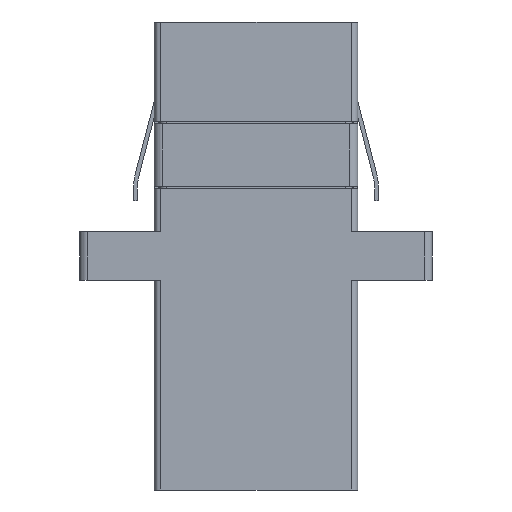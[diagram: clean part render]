
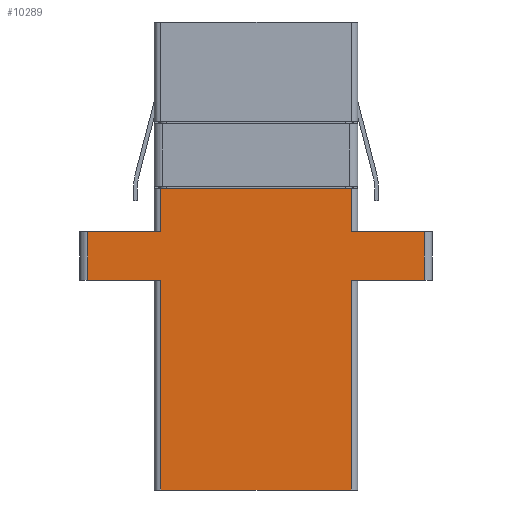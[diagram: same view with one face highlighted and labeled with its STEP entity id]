
A CAD part, front view. The second image highlights one B-rep face of the part: STEP entity #10289.
In plain terms, the highlighted planar face has unit normal (0, -1, 0).
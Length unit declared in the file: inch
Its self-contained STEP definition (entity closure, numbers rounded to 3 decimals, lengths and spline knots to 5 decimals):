
#137 = DIRECTION ( 'NONE',  ( 0., 0., 1. ) ) ;
#270 = CARTESIAN_POINT ( 'NONE',  ( -0.23425, -0.1811, -0.05906 ) ) ;
#401 = EDGE_CURVE ( 'NONE', #4825, #10261, #11593, .T. ) ;
#727 = DIRECTION ( 'NONE',  ( 0., 1., 0. ) ) ;
#729 = LINE ( 'NONE', #9336, #1328 ) ;
#771 = VERTEX_POINT ( 'NONE', #3075 ) ;
#826 = ORIENTED_EDGE ( 'NONE', *, *, #12185, .T. ) ;
#921 = VECTOR ( 'NONE', #5004, 39.37008 ) ;
#1096 = CARTESIAN_POINT ( 'NONE',  ( -0.41358, -0.1811, -0.05906 ) ) ;
#1201 = CARTESIAN_POINT ( 'NONE',  ( -0.23425, -0.1811, -0.5748 ) ) ;
#1239 = DIRECTION ( 'NONE',  ( 0., 0., 1. ) ) ;
#1328 = VECTOR ( 'NONE', #1831, 39.37008 ) ;
#1346 = AXIS2_PLACEMENT_3D ( 'NONE', #8083, #727, #10106 ) ;
#1483 = ORIENTED_EDGE ( 'NONE', *, *, #5318, .F. ) ;
#1548 = VECTOR ( 'NONE', #1239, 39.37008 ) ;
#1831 = DIRECTION ( 'NONE',  ( 1., 0., 0. ) ) ;
#1854 = LINE ( 'NONE', #8048, #5220 ) ;
#1865 = ORIENTED_EDGE ( 'NONE', *, *, #8034, .T. ) ;
#1943 = VERTEX_POINT ( 'NONE', #6491 ) ;
#1980 = ORIENTED_EDGE ( 'NONE', *, *, #10272, .T. ) ;
#2494 = VECTOR ( 'NONE', #137, 39.37008 ) ;
#2659 = VERTEX_POINT ( 'NONE', #6249 ) ;
#2983 = LINE ( 'NONE', #10359, #8317 ) ;
#3075 = CARTESIAN_POINT ( 'NONE',  ( -0.23425, -0.1811, 0.05906 ) ) ;
#3186 = LINE ( 'NONE', #5339, #1548 ) ;
#3350 = CARTESIAN_POINT ( 'NONE',  ( -0.43327, -0.1811, 0.05906 ) ) ;
#3576 = VECTOR ( 'NONE', #12036, 39.37008 ) ;
#3653 = CARTESIAN_POINT ( 'NONE',  ( -0.43327, -0.1811, -0.05906 ) ) ;
#3690 = ORIENTED_EDGE ( 'NONE', *, *, #11837, .T. ) ;
#4438 = EDGE_LOOP ( 'NONE', ( #1483, #3690, #1865, #1980, #4587, #7230, #13760, #826, #8120, #5873, #8870, #7672 ) ) ;
#4587 = ORIENTED_EDGE ( 'NONE', *, *, #11063, .F. ) ;
#4798 = VERTEX_POINT ( 'NONE', #270 ) ;
#4825 = VERTEX_POINT ( 'NONE', #5618 ) ;
#4910 = CARTESIAN_POINT ( 'NONE',  ( 0.23425, -0.1811, -0.05906 ) ) ;
#5004 = DIRECTION ( 'NONE',  ( 0., 0., -1. ) ) ;
#5141 = DIRECTION ( 'NONE',  ( 1., 0., 0. ) ) ;
#5171 = VERTEX_POINT ( 'NONE', #1201 ) ;
#5220 = VECTOR ( 'NONE', #13481, 39.37008 ) ;
#5318 = EDGE_CURVE ( 'NONE', #10522, #771, #5584, .T. ) ;
#5339 = CARTESIAN_POINT ( 'NONE',  ( 0.23425, -0.1811, 0.5748 ) ) ;
#5584 = LINE ( 'NONE', #3350, #6719 ) ;
#5609 = LINE ( 'NONE', #3653, #12009 ) ;
#5618 = CARTESIAN_POINT ( 'NONE',  ( 0.23425, -0.1811, 0.05906 ) ) ;
#5848 = CARTESIAN_POINT ( 'NONE',  ( -0.41358, -0.1811, 0.05906 ) ) ;
#5873 = ORIENTED_EDGE ( 'NONE', *, *, #8087, .T. ) ;
#5877 = DIRECTION ( 'NONE',  ( 1., 0., 0. ) ) ;
#6249 = CARTESIAN_POINT ( 'NONE',  ( 0.23425, -0.1811, 0.16535 ) ) ;
#6259 = VERTEX_POINT ( 'NONE', #4910 ) ;
#6292 = DIRECTION ( 'NONE',  ( 1., 0., 0. ) ) ;
#6491 = CARTESIAN_POINT ( 'NONE',  ( -0.23425, -0.1811, 0.16535 ) ) ;
#6719 = VECTOR ( 'NONE', #9898, 39.37008 ) ;
#6745 = LINE ( 'NONE', #12308, #3576 ) ;
#6778 = PLANE ( 'NONE',  #1346 ) ;
#6852 = VECTOR ( 'NONE', #6292, 39.37008 ) ;
#6984 = VECTOR ( 'NONE', #8064, 39.37008 ) ;
#7062 = EDGE_CURVE ( 'NONE', #13163, #6259, #3186, .T. ) ;
#7068 = VERTEX_POINT ( 'NONE', #1096 ) ;
#7230 = ORIENTED_EDGE ( 'NONE', *, *, #7062, .T. ) ;
#7460 = CARTESIAN_POINT ( 'NONE',  ( -0.43327, -0.1811, 0.05906 ) ) ;
#7672 = ORIENTED_EDGE ( 'NONE', *, *, #8414, .T. ) ;
#8034 = EDGE_CURVE ( 'NONE', #7068, #4798, #2983, .T. ) ;
#8048 = CARTESIAN_POINT ( 'NONE',  ( -0.23425, -0.1811, 0.05906 ) ) ;
#8064 = DIRECTION ( 'NONE',  ( 0., 0., 1. ) ) ;
#8083 = CARTESIAN_POINT ( 'NONE',  ( 0.25, -0.1811, 0.5748 ) ) ;
#8087 = EDGE_CURVE ( 'NONE', #4825, #2659, #10221, .T. ) ;
#8120 = ORIENTED_EDGE ( 'NONE', *, *, #401, .F. ) ;
#8293 = CARTESIAN_POINT ( 'NONE',  ( 0.23425, -0.1811, -0.5748 ) ) ;
#8317 = VECTOR ( 'NONE', #5141, 39.37008 ) ;
#8414 = EDGE_CURVE ( 'NONE', #1943, #771, #1854, .T. ) ;
#8606 = VERTEX_POINT ( 'NONE', #10486 ) ;
#8652 = VECTOR ( 'NONE', #8999, 39.37008 ) ;
#8870 = ORIENTED_EDGE ( 'NONE', *, *, #13108, .F. ) ;
#8937 = CARTESIAN_POINT ( 'NONE',  ( -0.23425, -0.1811, -0.5748 ) ) ;
#8999 = DIRECTION ( 'NONE',  ( 0., 0., -1. ) ) ;
#9049 = CARTESIAN_POINT ( 'NONE',  ( -0.41358, -0.1811, 0.5748 ) ) ;
#9336 = CARTESIAN_POINT ( 'NONE',  ( 0.23622, -0.1811, 0.16535 ) ) ;
#9898 = DIRECTION ( 'NONE',  ( 1., 0., 0. ) ) ;
#9956 = EDGE_CURVE ( 'NONE', #6259, #8606, #5609, .T. ) ;
#10106 = DIRECTION ( 'NONE',  ( 0., 0., 1. ) ) ;
#10221 = LINE ( 'NONE', #13706, #6984 ) ;
#10261 = VERTEX_POINT ( 'NONE', #12076 ) ;
#10272 = EDGE_CURVE ( 'NONE', #4798, #5171, #12141, .T. ) ;
#10289 = ADVANCED_FACE ( 'NONE', ( #11996 ), #6778, .F. ) ;
#10359 = CARTESIAN_POINT ( 'NONE',  ( -0.43327, -0.1811, -0.05906 ) ) ;
#10486 = CARTESIAN_POINT ( 'NONE',  ( 0.41358, -0.1811, -0.05906 ) ) ;
#10522 = VERTEX_POINT ( 'NONE', #5848 ) ;
#10922 = CARTESIAN_POINT ( 'NONE',  ( 0.41358, -0.1811, 0.5748 ) ) ;
#11063 = EDGE_CURVE ( 'NONE', #13163, #5171, #6745, .T. ) ;
#11593 = LINE ( 'NONE', #7460, #6852 ) ;
#11837 = EDGE_CURVE ( 'NONE', #10522, #7068, #13237, .T. ) ;
#11996 = FACE_OUTER_BOUND ( 'NONE', #4438, .T. ) ;
#12009 = VECTOR ( 'NONE', #5877, 39.37008 ) ;
#12036 = DIRECTION ( 'NONE',  ( -1., 0., 0. ) ) ;
#12039 = LINE ( 'NONE', #10922, #2494 ) ;
#12076 = CARTESIAN_POINT ( 'NONE',  ( 0.41358, -0.1811, 0.05906 ) ) ;
#12141 = LINE ( 'NONE', #8937, #8652 ) ;
#12185 = EDGE_CURVE ( 'NONE', #8606, #10261, #12039, .T. ) ;
#12308 = CARTESIAN_POINT ( 'NONE',  ( 0.25, -0.1811, -0.5748 ) ) ;
#13108 = EDGE_CURVE ( 'NONE', #1943, #2659, #729, .T. ) ;
#13163 = VERTEX_POINT ( 'NONE', #8293 ) ;
#13237 = LINE ( 'NONE', #9049, #921 ) ;
#13481 = DIRECTION ( 'NONE',  ( 0., 0., -1. ) ) ;
#13706 = CARTESIAN_POINT ( 'NONE',  ( 0.23425, -0.1811, 0.5748 ) ) ;
#13760 = ORIENTED_EDGE ( 'NONE', *, *, #9956, .T. ) ;
